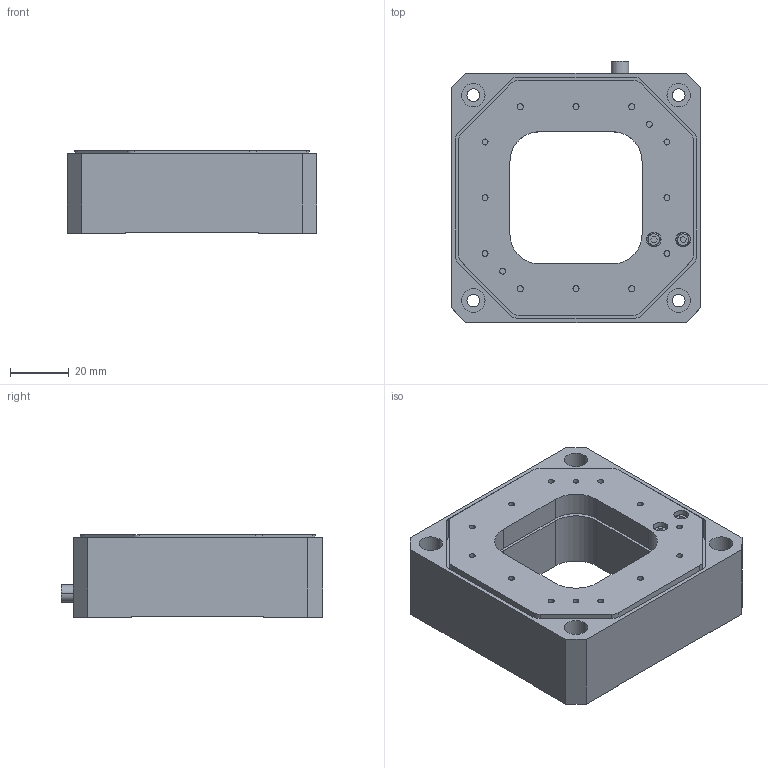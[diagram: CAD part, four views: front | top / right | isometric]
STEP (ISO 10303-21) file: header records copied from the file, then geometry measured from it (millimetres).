
FILE_DESCRIPTION (( 'STEP AP203' ), '1' );
FILE_NAME ('P12A.Z100-B2蜊儂凳蚾饜.STEP', '2021-11-15T06:42:34', ( 'User' ), ( 'china' ), 'SwSTEP 2.0', 'SolidWorks 2016', '' );
FILE_SCHEMA (( 'CONFIG_CONTROL_DESIGN' ));
Length unit declared in the file: millimetre
Products named in the file (1): P12A.Z100-B2蜊儂凳蚾饜
Bounding box: 85 x 89 x 28 mm (x, y, z)
Surface area: 36632.5 mm2 (no closed solid volume)
Topology: 0 solids, 7 shells, 148 faces, 469 edges, 326 vertices
Faces by surface type: cylinder 78, plane 62, torus 8
Entity records: 5338 total; most frequent: DIRECTION 961, CARTESIAN_POINT 944, ORIENTED_EDGE 800, EDGE_CURVE 469, AXIS2_PLACEMENT_3D 343, VERTEX_POINT 326, LINE 275, VECTOR 275
